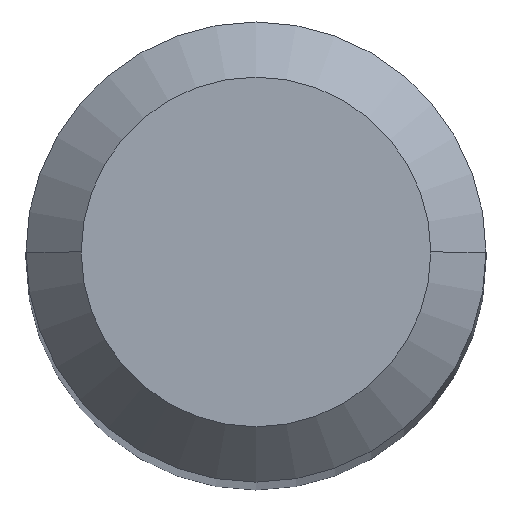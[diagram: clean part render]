
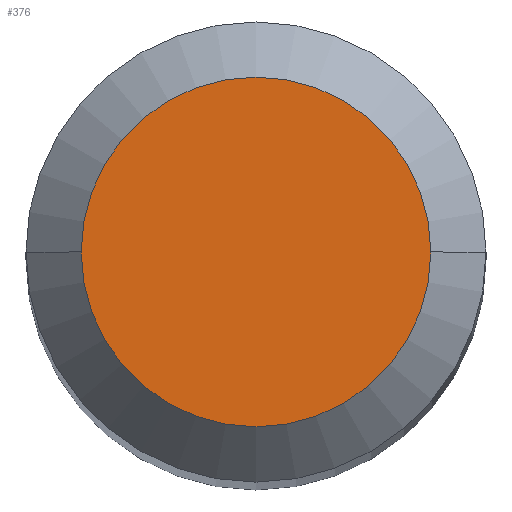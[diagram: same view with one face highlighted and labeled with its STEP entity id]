
A CAD part, top view. The second image highlights one B-rep face of the part: STEP entity #376.
In plain terms, the highlighted planar face has unit normal (0, 0, 1).
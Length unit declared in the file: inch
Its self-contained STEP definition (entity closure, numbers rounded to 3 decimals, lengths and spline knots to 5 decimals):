
#1 = ORIENTED_EDGE ( 'NONE', *, *, #238, .T. ) ;
#6 = CARTESIAN_POINT ( 'NONE',  ( 0., 0.0475, 0. ) ) ;
#27 = AXIS2_PLACEMENT_3D ( 'NONE', #336, #117, #186 ) ;
#34 = CARTESIAN_POINT ( 'NONE',  ( 0.0475, 0., 0. ) ) ;
#99 = CIRCLE ( 'NONE', #27, 0.0475 ) ;
#108 = AXIS2_PLACEMENT_3D ( 'NONE', #231, #422, #195 ) ;
#117 = DIRECTION ( 'NONE',  ( 0., 0., 1. ) ) ;
#119 = EDGE_CURVE ( 'NONE', #464, #209, #455, .T. ) ;
#130 = ORIENTED_EDGE ( 'NONE', *, *, #119, .T. ) ;
#135 = FACE_OUTER_BOUND ( 'NONE', #430, .T. ) ;
#155 = AXIS2_PLACEMENT_3D ( 'NONE', #6, #211, #294 ) ;
#186 = DIRECTION ( 'NONE',  ( 1., 0., 0. ) ) ;
#195 = DIRECTION ( 'NONE',  ( 1., 0., 0. ) ) ;
#209 = VERTEX_POINT ( 'NONE', #466 ) ;
#211 = DIRECTION ( 'NONE',  ( 0., 0., -1. ) ) ;
#231 = CARTESIAN_POINT ( 'NONE',  ( 0., 0., 0. ) ) ;
#238 = EDGE_CURVE ( 'NONE', #209, #464, #99, .T. ) ;
#294 = DIRECTION ( 'NONE',  ( -1., 0., 0. ) ) ;
#336 = CARTESIAN_POINT ( 'NONE',  ( 0., 0., 0. ) ) ;
#376 = ADVANCED_FACE ( 'NONE', ( #135 ), #433, .F. ) ;
#422 = DIRECTION ( 'NONE',  ( 0., 0., 1. ) ) ;
#430 = EDGE_LOOP ( 'NONE', ( #1, #130 ) ) ;
#433 = PLANE ( 'NONE',  #155 ) ;
#455 = CIRCLE ( 'NONE', #108, 0.0475 ) ;
#464 = VERTEX_POINT ( 'NONE', #34 ) ;
#466 = CARTESIAN_POINT ( 'NONE',  ( -0.0475, 0., 0. ) ) ;
